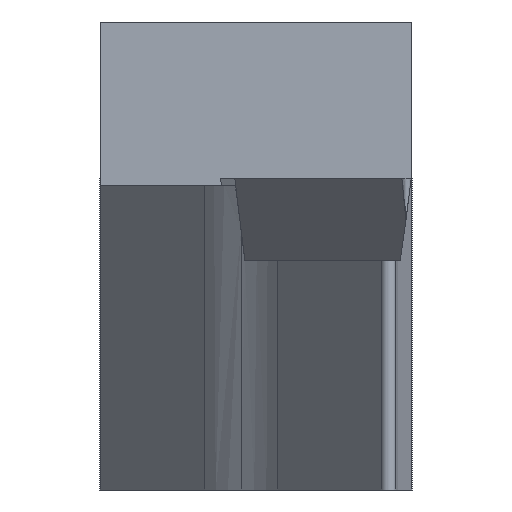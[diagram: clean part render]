
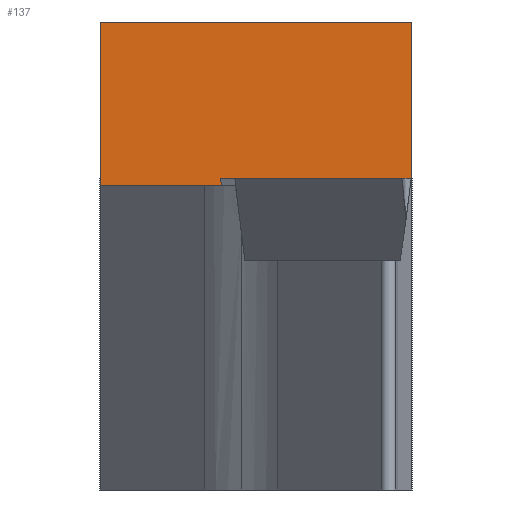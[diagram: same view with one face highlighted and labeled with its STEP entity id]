
A CAD part, left-side view. The second image highlights one B-rep face of the part: STEP entity #137.
In plain terms, the highlighted planar face has unit normal (-1, 0, 0).
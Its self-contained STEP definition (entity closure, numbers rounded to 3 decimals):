
#137=ADVANCED_FACE('',(#189),#166,.T.);
#166=PLANE('',#657);
#189=FACE_OUTER_BOUND('',#219,.T.);
#219=EDGE_LOOP('',(#295,#296,#297,#298));
#295=ORIENTED_EDGE('',*,*,#481,.F.);
#296=ORIENTED_EDGE('',*,*,#468,.F.);
#297=ORIENTED_EDGE('',*,*,#469,.F.);
#298=ORIENTED_EDGE('',*,*,#456,.F.);
#403=VERTEX_POINT('',#871);
#404=VERTEX_POINT('',#873);
#409=VERTEX_POINT('',#885);
#415=VERTEX_POINT('',#896);
#456=EDGE_CURVE('',#403,#404,#531,.T.);
#468=EDGE_CURVE('',#415,#409,#543,.T.);
#469=EDGE_CURVE('',#404,#415,#544,.T.);
#481=EDGE_CURVE('',#409,#403,#551,.T.);
#531=LINE('',#872,#590);
#543=LINE('',#897,#602);
#544=LINE('',#899,#603);
#551=LINE('',#921,#610);
#590=VECTOR('',#710,1.);
#602=VECTOR('',#724,1.);
#603=VECTOR('',#727,1.);
#610=VECTOR('',#754,1.);
#657=AXIS2_PLACEMENT_3D('',#922,#755,#756);
#710=DIRECTION('',(0.,0.,1.));
#724=DIRECTION('',(0.,0.,-1.));
#727=DIRECTION('',(0.,-1.,0.));
#754=DIRECTION('',(0.,1.,0.));
#755=DIRECTION('',(-1.,0.,0.));
#756=DIRECTION('',(0.,0.,1.));
#871=CARTESIAN_POINT('',(20.5,0.,-0.3));
#872=CARTESIAN_POINT('',(20.5,0.,-12.));
#873=CARTESIAN_POINT('',(20.5,0.,6.));
#885=CARTESIAN_POINT('',(20.5,-12.,-0.3));
#896=CARTESIAN_POINT('',(20.5,-12.,6.));
#897=CARTESIAN_POINT('',(20.5,-12.,-12.));
#899=CARTESIAN_POINT('',(20.5,0.,6.));
#921=CARTESIAN_POINT('',(20.5,-13.,-0.3));
#922=CARTESIAN_POINT('',(20.5,-13.,7.));
